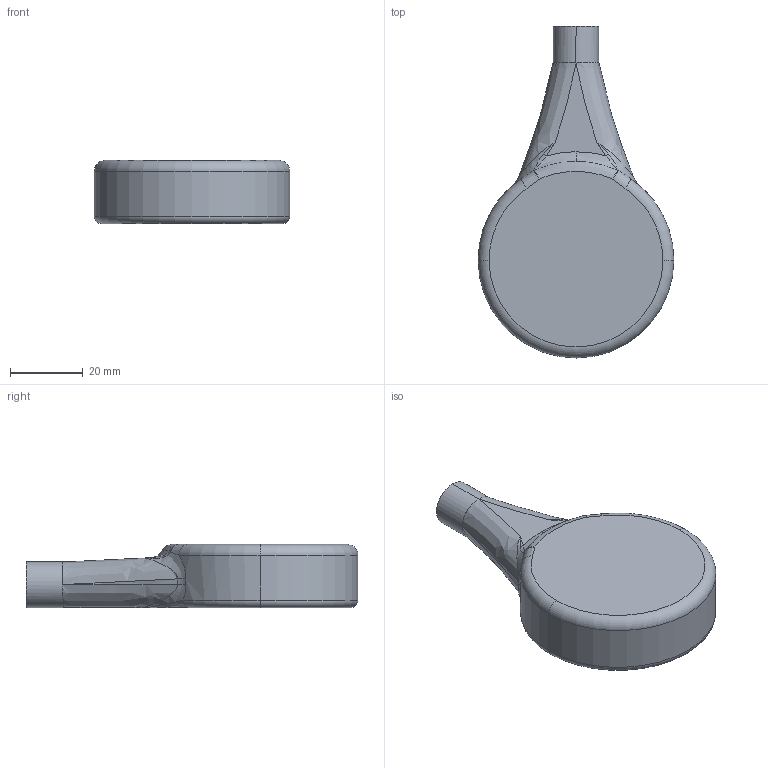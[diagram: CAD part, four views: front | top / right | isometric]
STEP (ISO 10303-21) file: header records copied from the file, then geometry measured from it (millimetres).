
FILE_DESCRIPTION (( 'STEP AP203' ), '1' );
FILE_NAME ('W0003510-012-CTX 250-09 Tranduser 53.66 mm 54.STEP', '2024-05-27T12:23:09', ( '' ), ( '' ), 'SwSTEP 2.0', 'SolidWorks 2024', '' );
FILE_SCHEMA (( 'CONFIG_CONTROL_DESIGN' ));
Length unit declared in the file: millimetre
Products named in the file (1): W0003510-012-CTX 250-09 Tranduser 53.66 mm 54
Bounding box: 53.65 x 91 x 17.32 mm (x, y, z)
Volume: 43528 mm3; surface area: 9049.1 mm2
Topology: 1 solids, 1 shells, 48 faces, 112 edges, 61 vertices
Faces by surface type: bspline 25, cylinder 9, torus 6, plane 6, sphere 2
Entity records: 2659 total; most frequent: CARTESIAN_POINT 1707, ORIENTED_EDGE 212, DIRECTION 142, EDGE_CURVE 106, AXIS2_PLACEMENT_3D 65, VERTEX_POINT 61, B_SPLINE_CURVE_WITH_KNOTS 51, EDGE_LOOP 49
